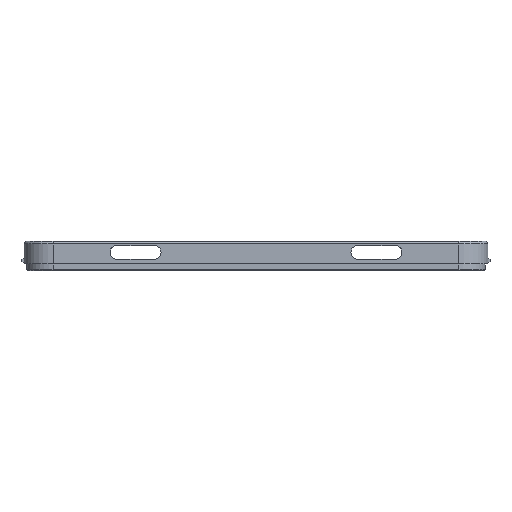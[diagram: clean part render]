
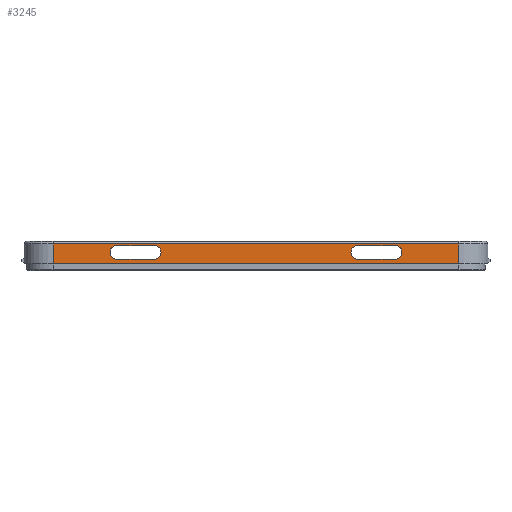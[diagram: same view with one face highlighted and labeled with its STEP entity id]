
A CAD part, left-side view. The second image highlights one B-rep face of the part: STEP entity #3245.
In plain terms, the highlighted planar face has unit normal (-1, 0, 0).
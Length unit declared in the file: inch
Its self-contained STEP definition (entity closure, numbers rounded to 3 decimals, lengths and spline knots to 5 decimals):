
#45 = ORIENTED_EDGE ( 'NONE', *, *, #4771, .F. ) ;
#73 = CARTESIAN_POINT ( 'NONE',  ( -5.144, -2.044, 0.13 ) ) ;
#74 = ORIENTED_EDGE ( 'NONE', *, *, #3636, .F. ) ;
#83 = DIRECTION ( 'NONE',  ( 0., 0., -1. ) ) ;
#114 = ORIENTED_EDGE ( 'NONE', *, *, #4666, .T. ) ;
#123 = CARTESIAN_POINT ( 'NONE',  ( -5.144, 1.494, 0.23 ) ) ;
#233 = ORIENTED_EDGE ( 'NONE', *, *, #3036, .F. ) ;
#239 = VECTOR ( 'NONE', #899, 39.37008 ) ;
#289 = VERTEX_POINT ( 'NONE', #2968 ) ;
#332 = CARTESIAN_POINT ( 'NONE',  ( -5.144, -1.494, 0.13 ) ) ;
#392 = CARTESIAN_POINT ( 'NONE',  ( -5.144, -2.044, 0.23 ) ) ;
#466 = CIRCLE ( 'NONE', #1094, 0.1 ) ;
#474 = VECTOR ( 'NONE', #3182, 39.37008 ) ;
#529 = DIRECTION ( 'NONE',  ( 0., 0., 1. ) ) ;
#550 = VECTOR ( 'NONE', #848, 39.37008 ) ;
#585 = VERTEX_POINT ( 'NONE', #1723 ) ;
#612 = ORIENTED_EDGE ( 'NONE', *, *, #4130, .T. ) ;
#848 = DIRECTION ( 'NONE',  ( 0., -1., 0. ) ) ;
#899 = DIRECTION ( 'NONE',  ( 0., -1., 0. ) ) ;
#912 = ORIENTED_EDGE ( 'NONE', *, *, #3222, .T. ) ;
#1060 = CARTESIAN_POINT ( 'NONE',  ( -5.144, 1.494, 0.03 ) ) ;
#1093 = EDGE_CURVE ( 'NONE', #289, #1473, #466, .T. ) ;
#1094 = AXIS2_PLACEMENT_3D ( 'NONE', #73, #2348, #1923 ) ;
#1133 = CARTESIAN_POINT ( 'NONE',  ( -5.144, -2.98, 0.285 ) ) ;
#1270 = CARTESIAN_POINT ( 'NONE',  ( -5.144, 0., 0.253 ) ) ;
#1278 = EDGE_LOOP ( 'NONE', ( #114, #3046, #612, #912 ) ) ;
#1318 = EDGE_CURVE ( 'NONE', #4861, #3054, #3377, .T. ) ;
#1465 = DIRECTION ( 'NONE',  ( 0., 1., 0. ) ) ;
#1473 = VERTEX_POINT ( 'NONE', #392 ) ;
#1474 = EDGE_CURVE ( 'NONE', #4058, #289, #2649, .T. ) ;
#1476 = CIRCLE ( 'NONE', #1480, 0.1 ) ;
#1480 = AXIS2_PLACEMENT_3D ( 'NONE', #332, #2514, #4035 ) ;
#1487 = ORIENTED_EDGE ( 'NONE', *, *, #1474, .F. ) ;
#1520 = CARTESIAN_POINT ( 'NONE',  ( -5.144, -1.494, 0.03 ) ) ;
#1551 = EDGE_CURVE ( 'NONE', #3054, #585, #3134, .T. ) ;
#1703 = PLANE ( 'NONE',  #2222 ) ;
#1723 = CARTESIAN_POINT ( 'NONE',  ( -5.144, 2.98, 0.253 ) ) ;
#1923 = DIRECTION ( 'NONE',  ( 0., 0., -1. ) ) ;
#2036 = VERTEX_POINT ( 'NONE', #4224 ) ;
#2065 = VECTOR ( 'NONE', #2462, 39.37008 ) ;
#2095 = LINE ( 'NONE', #123, #239 ) ;
#2144 = CARTESIAN_POINT ( 'NONE',  ( -5.144, 2.044, 0.03 ) ) ;
#2152 = EDGE_CURVE ( 'NONE', #2888, #2036, #2095, .T. ) ;
#2222 = AXIS2_PLACEMENT_3D ( 'NONE', #2791, #4372, #529 ) ;
#2327 = DIRECTION ( 'NONE',  ( 0., -1., 0. ) ) ;
#2335 = CARTESIAN_POINT ( 'NONE',  ( -5.144, 2.044, 0.13 ) ) ;
#2348 = DIRECTION ( 'NONE',  ( -1., 0., 0. ) ) ;
#2416 = FACE_OUTER_BOUND ( 'NONE', #3565, .T. ) ;
#2459 = LINE ( 'NONE', #1270, #550 ) ;
#2462 = DIRECTION ( 'NONE',  ( 0., 1., 0. ) ) ;
#2482 = CIRCLE ( 'NONE', #2808, 0.1 ) ;
#2514 = DIRECTION ( 'NONE',  ( -1., 0., 0. ) ) ;
#2558 = VECTOR ( 'NONE', #3452, 39.37008 ) ;
#2613 = VERTEX_POINT ( 'NONE', #2144 ) ;
#2620 = EDGE_LOOP ( 'NONE', ( #3948, #1487, #233, #45 ) ) ;
#2635 = VECTOR ( 'NONE', #2327, 39.37008 ) ;
#2649 = LINE ( 'NONE', #1520, #2635 ) ;
#2660 = CARTESIAN_POINT ( 'NONE',  ( -5.144, 2.98, -0.04 ) ) ;
#2669 = DIRECTION ( 'NONE',  ( 0., 0., -1. ) ) ;
#2692 = LINE ( 'NONE', #1133, #3835 ) ;
#2791 = CARTESIAN_POINT ( 'NONE',  ( -5.144, 0., 0.285 ) ) ;
#2808 = AXIS2_PLACEMENT_3D ( 'NONE', #2335, #3508, #83 ) ;
#2858 = FACE_BOUND ( 'NONE', #2620, .T. ) ;
#2888 = VERTEX_POINT ( 'NONE', #3194 ) ;
#2968 = CARTESIAN_POINT ( 'NONE',  ( -5.144, -2.044, 0.03 ) ) ;
#3036 = EDGE_CURVE ( 'NONE', #3459, #4058, #1476, .T. ) ;
#3046 = ORIENTED_EDGE ( 'NONE', *, *, #2152, .T. ) ;
#3054 = VERTEX_POINT ( 'NONE', #2660 ) ;
#3134 = LINE ( 'NONE', #3401, #2558 ) ;
#3182 = DIRECTION ( 'NONE',  ( 0., 1., 0. ) ) ;
#3194 = CARTESIAN_POINT ( 'NONE',  ( -5.144, 2.044, 0.23 ) ) ;
#3213 = LINE ( 'NONE', #3958, #474 ) ;
#3215 = CARTESIAN_POINT ( 'NONE',  ( -5.144, 1.494, 0.03 ) ) ;
#3222 = EDGE_CURVE ( 'NONE', #3814, #2613, #3984, .T. ) ;
#3245 = ADVANCED_FACE ( 'NONE', ( #3941, #2416, #2858 ), #1703, .F. ) ;
#3371 = DIRECTION ( 'NONE',  ( 1., 0., 0. ) ) ;
#3376 = ORIENTED_EDGE ( 'NONE', *, *, #1551, .F. ) ;
#3377 = LINE ( 'NONE', #4887, #4702 ) ;
#3386 = VERTEX_POINT ( 'NONE', #4872 ) ;
#3401 = CARTESIAN_POINT ( 'NONE',  ( -5.144, 2.98, 0.285 ) ) ;
#3452 = DIRECTION ( 'NONE',  ( 0., 0., 1. ) ) ;
#3459 = VERTEX_POINT ( 'NONE', #4766 ) ;
#3508 = DIRECTION ( 'NONE',  ( 1., 0., 0. ) ) ;
#3517 = AXIS2_PLACEMENT_3D ( 'NONE', #4505, #3371, #2669 ) ;
#3565 = EDGE_LOOP ( 'NONE', ( #3376, #4013, #4804, #74 ) ) ;
#3636 = EDGE_CURVE ( 'NONE', #585, #3386, #2459, .T. ) ;
#3814 = VERTEX_POINT ( 'NONE', #1060 ) ;
#3835 = VECTOR ( 'NONE', #4186, 39.37008 ) ;
#3941 = FACE_BOUND ( 'NONE', #1278, .T. ) ;
#3948 = ORIENTED_EDGE ( 'NONE', *, *, #1093, .F. ) ;
#3958 = CARTESIAN_POINT ( 'NONE',  ( -5.144, -1.494, 0.23 ) ) ;
#3984 = LINE ( 'NONE', #3215, #2065 ) ;
#4013 = ORIENTED_EDGE ( 'NONE', *, *, #1318, .F. ) ;
#4035 = DIRECTION ( 'NONE',  ( 0., 0., -1. ) ) ;
#4058 = VERTEX_POINT ( 'NONE', #4753 ) ;
#4130 = EDGE_CURVE ( 'NONE', #2036, #3814, #4539, .T. ) ;
#4186 = DIRECTION ( 'NONE',  ( 0., 0., 1. ) ) ;
#4224 = CARTESIAN_POINT ( 'NONE',  ( -5.144, 1.494, 0.23 ) ) ;
#4276 = EDGE_CURVE ( 'NONE', #4861, #3386, #2692, .T. ) ;
#4372 = DIRECTION ( 'NONE',  ( 1., 0., 0. ) ) ;
#4505 = CARTESIAN_POINT ( 'NONE',  ( -5.144, 1.494, 0.13 ) ) ;
#4539 = CIRCLE ( 'NONE', #3517, 0.1 ) ;
#4666 = EDGE_CURVE ( 'NONE', #2613, #2888, #2482, .T. ) ;
#4702 = VECTOR ( 'NONE', #1465, 39.37008 ) ;
#4753 = CARTESIAN_POINT ( 'NONE',  ( -5.144, -1.494, 0.03 ) ) ;
#4766 = CARTESIAN_POINT ( 'NONE',  ( -5.144, -1.494, 0.23 ) ) ;
#4771 = EDGE_CURVE ( 'NONE', #1473, #3459, #3213, .T. ) ;
#4804 = ORIENTED_EDGE ( 'NONE', *, *, #4276, .T. ) ;
#4861 = VERTEX_POINT ( 'NONE', #4868 ) ;
#4868 = CARTESIAN_POINT ( 'NONE',  ( -5.144, -2.98, -0.04 ) ) ;
#4872 = CARTESIAN_POINT ( 'NONE',  ( -5.144, -2.98, 0.253 ) ) ;
#4887 = CARTESIAN_POINT ( 'NONE',  ( -5.144, 0., -0.04 ) ) ;
